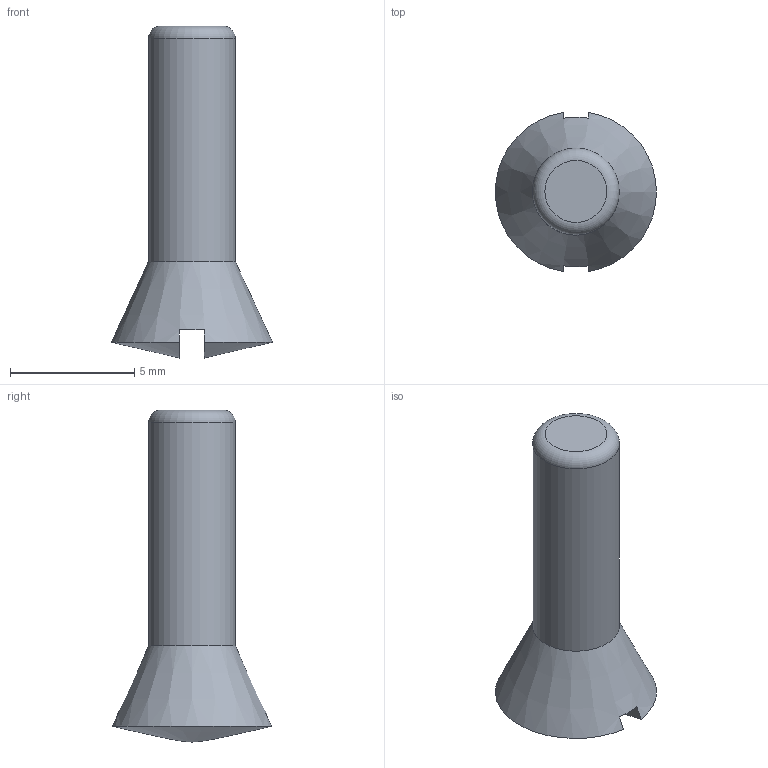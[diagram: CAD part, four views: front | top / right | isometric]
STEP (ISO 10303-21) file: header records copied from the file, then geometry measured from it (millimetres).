
FILE_DESCRIPTION(/* description */ (''),/* implementation_level */ '2;1');
FILE_NAME(/* name */ 'Screw.stp',/* time_stamp */ '2023-01-09T18:28:12-05:00',/* author */ ('Jared'),/* organization */ (''),/* preprocessor_version */ 'ST-DEVELOPER v19',/* originating_system */ 'Autodesk Inventor 2023',/* authorisation */ '');
FILE_SCHEMA (('AUTOMOTIVE_DESIGN { 1 0 10303 214 3 1 1 }'));
Length unit declared in the file: millimetre
Products named in the file (1): Screw
Bounding box: 6.49 x 6.42 x 13.38 mm (x, y, z)
Volume: 159.4 mm3; surface area: 210.8 mm2
Topology: 1 solids, 1 shells, 9 faces, 19 edges, 12 vertices
Faces by surface type: plane 4, cone 3, torus 1, cylinder 1
Full cylindrical faces by diameter (mm): 3.5 x1
Entity records: 281 total; most frequent: CARTESIAN_POINT 53, DIRECTION 42, ORIENTED_EDGE 38, EDGE_CURVE 19, AXIS2_PLACEMENT_3D 19, VERTEX_POINT 12, FACE_OUTER_BOUND 9, EDGE_LOOP 9
